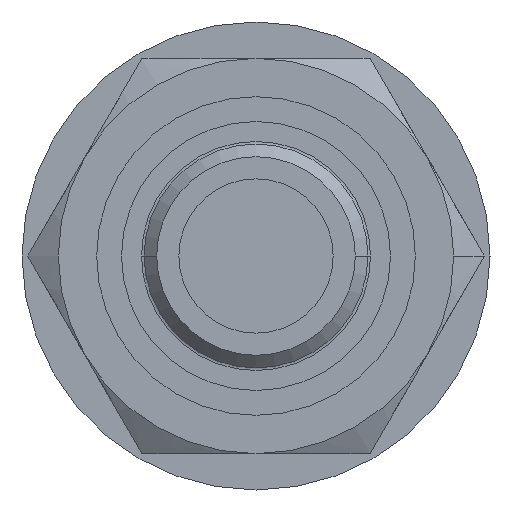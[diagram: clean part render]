
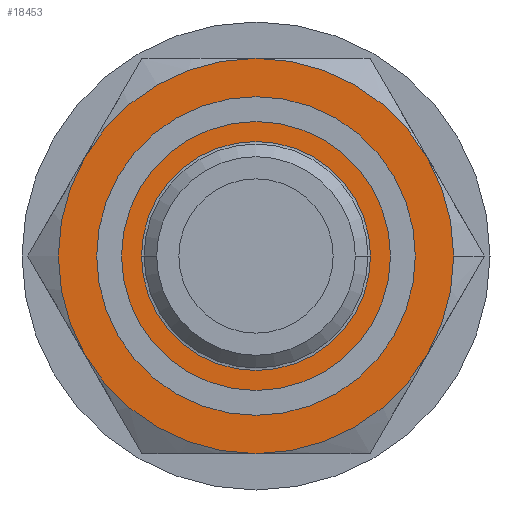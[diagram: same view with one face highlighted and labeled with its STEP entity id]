
A CAD part, left-side view. The second image highlights one B-rep face of the part: STEP entity #18453.
In plain terms, the highlighted planar face has unit normal (-1, 0, 0).
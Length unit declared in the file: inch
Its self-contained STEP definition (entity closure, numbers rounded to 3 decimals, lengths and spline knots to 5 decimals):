
#246 = CARTESIAN_POINT ( 'NONE',  ( 0.5, 0.13532, -0.07813 ) ) ;
#635 = CARTESIAN_POINT ( 'NONE',  ( 0.5, 0., 0. ) ) ;
#1315 = ORIENTED_EDGE ( 'NONE', *, *, #18972, .T. ) ;
#1589 = DIRECTION ( 'NONE',  ( 0., 1., 0. ) ) ;
#1756 = DIRECTION ( 'NONE',  ( 0., -1., 0. ) ) ;
#1976 = CARTESIAN_POINT ( 'NONE',  ( 0.5, 0., 0. ) ) ;
#2587 = CARTESIAN_POINT ( 'NONE',  ( 0.5, 0., 0. ) ) ;
#2600 = DIRECTION ( 'NONE',  ( 1., 0., 0. ) ) ;
#2626 = PLANE ( 'NONE',  #10931 ) ;
#2773 = CIRCLE ( 'NONE', #19236, 0.15625 ) ;
#2779 = VERTEX_POINT ( 'NONE', #246 ) ;
#3034 = ORIENTED_EDGE ( 'NONE', *, *, #21638, .F. ) ;
#4599 = DIRECTION ( 'NONE',  ( 0., 1., 0. ) ) ;
#4769 = ORIENTED_EDGE ( 'NONE', *, *, #5985, .F. ) ;
#5002 = CIRCLE ( 'NONE', #15949, 0.15625 ) ;
#5203 = ORIENTED_EDGE ( 'NONE', *, *, #19516, .T. ) ;
#5938 = DIRECTION ( 'NONE',  ( 0., 1., 0. ) ) ;
#5982 = VERTEX_POINT ( 'NONE', #9515 ) ;
#5985 = EDGE_CURVE ( 'NONE', #20563, #2779, #18491, .T. ) ;
#6628 = VERTEX_POINT ( 'NONE', #25028 ) ;
#6659 = CARTESIAN_POINT ( 'NONE',  ( 0.5, -0.13532, 0.07813 ) ) ;
#7202 = AXIS2_PLACEMENT_3D ( 'NONE', #635, #2600, #23908 ) ;
#7659 = CARTESIAN_POINT ( 'NONE',  ( 0.5, 0., -0.15625 ) ) ;
#7868 = EDGE_LOOP ( 'NONE', ( #24295, #9714, #4769, #8809, #3034, #17859, #21824 ) ) ;
#8409 = DIRECTION ( 'NONE',  ( 0., 1., 0. ) ) ;
#8809 = ORIENTED_EDGE ( 'NONE', *, *, #24416, .F. ) ;
#8826 = AXIS2_PLACEMENT_3D ( 'NONE', #11080, #11833, #5938 ) ;
#8846 = CARTESIAN_POINT ( 'NONE',  ( 0.5, -0.13532, -0.07813 ) ) ;
#9515 = CARTESIAN_POINT ( 'NONE',  ( 0.5, 0., 0.15625 ) ) ;
#9527 = AXIS2_PLACEMENT_3D ( 'NONE', #2587, #18115, #24057 ) ;
#9714 = ORIENTED_EDGE ( 'NONE', *, *, #17909, .F. ) ;
#9770 = DIRECTION ( 'NONE',  ( 0., 1., 0. ) ) ;
#10298 = VERTEX_POINT ( 'NONE', #11470 ) ;
#10931 = AXIS2_PLACEMENT_3D ( 'NONE', #14324, #16145, #4599 ) ;
#11015 = CARTESIAN_POINT ( 'NONE',  ( 0.5, 0., 0. ) ) ;
#11080 = CARTESIAN_POINT ( 'NONE',  ( 0.5, 0., 0. ) ) ;
#11202 = CIRCLE ( 'NONE', #7202, 0.0905 ) ;
#11470 = CARTESIAN_POINT ( 'NONE',  ( 0.5, -0.15625, 0. ) ) ;
#11757 = CARTESIAN_POINT ( 'NONE',  ( 0.5, 0., 0. ) ) ;
#11833 = DIRECTION ( 'NONE',  ( 1., 0., 0. ) ) ;
#12067 = FACE_BOUND ( 'NONE', #23237, .T. ) ;
#12222 = DIRECTION ( 'NONE',  ( 1., 0., 0. ) ) ;
#13206 = CARTESIAN_POINT ( 'NONE',  ( 0.5, 0., 0. ) ) ;
#13209 = VERTEX_POINT ( 'NONE', #8846 ) ;
#13570 = DIRECTION ( 'NONE',  ( 1., 0., 0. ) ) ;
#14324 = CARTESIAN_POINT ( 'NONE',  ( 0.5, 0.16793, 0. ) ) ;
#14751 = CIRCLE ( 'NONE', #22306, 0.15625 ) ;
#15219 = DIRECTION ( 'NONE',  ( 1., 0., 0. ) ) ;
#15471 = DIRECTION ( 'NONE',  ( -1., 0., 0. ) ) ;
#15521 = DIRECTION ( 'NONE',  ( 1., 0., 0. ) ) ;
#15918 = AXIS2_PLACEMENT_3D ( 'NONE', #13206, #15219, #1589 ) ;
#15949 = AXIS2_PLACEMENT_3D ( 'NONE', #11015, #13570, #23202 ) ;
#16111 = DIRECTION ( 'NONE',  ( 0., 1., 0. ) ) ;
#16145 = DIRECTION ( 'NONE',  ( 1., 0., 0. ) ) ;
#16223 = CARTESIAN_POINT ( 'NONE',  ( 0.5, 0., 0. ) ) ;
#16270 = AXIS2_PLACEMENT_3D ( 'NONE', #11757, #15471, #1756 ) ;
#17365 = VERTEX_POINT ( 'NONE', #24468 ) ;
#17465 = CIRCLE ( 'NONE', #9527, 0.15625 ) ;
#17857 = FACE_OUTER_BOUND ( 'NONE', #7868, .T. ) ;
#17859 = ORIENTED_EDGE ( 'NONE', *, *, #23580, .F. ) ;
#17909 = EDGE_CURVE ( 'NONE', #2779, #23914, #22894, .T. ) ;
#18115 = DIRECTION ( 'NONE',  ( 1., 0., 0. ) ) ;
#18453 = ADVANCED_FACE ( 'NONE', ( #12067, #17857 ), #2626, .F. ) ;
#18491 = CIRCLE ( 'NONE', #20397, 0.15625 ) ;
#18542 = EDGE_CURVE ( 'NONE', #23914, #5982, #2773, .T. ) ;
#18972 = EDGE_CURVE ( 'NONE', #6628, #17365, #11202, .T. ) ;
#19236 = AXIS2_PLACEMENT_3D ( 'NONE', #16223, #21866, #8409 ) ;
#19320 = CIRCLE ( 'NONE', #16270, 0.15625 ) ;
#19516 = EDGE_CURVE ( 'NONE', #17365, #6628, #20126, .T. ) ;
#20121 = CARTESIAN_POINT ( 'NONE',  ( 0.5, 0., 0. ) ) ;
#20126 = CIRCLE ( 'NONE', #8826, 0.0905 ) ;
#20397 = AXIS2_PLACEMENT_3D ( 'NONE', #1976, #15521, #9770 ) ;
#20563 = VERTEX_POINT ( 'NONE', #7659 ) ;
#21051 = CARTESIAN_POINT ( 'NONE',  ( 0.5, 0.13532, 0.07813 ) ) ;
#21638 = EDGE_CURVE ( 'NONE', #10298, #13209, #5002, .T. ) ;
#21824 = ORIENTED_EDGE ( 'NONE', *, *, #23320, .T. ) ;
#21866 = DIRECTION ( 'NONE',  ( 1., 0., 0. ) ) ;
#22306 = AXIS2_PLACEMENT_3D ( 'NONE', #20121, #12222, #16111 ) ;
#22894 = CIRCLE ( 'NONE', #15918, 0.15625 ) ;
#23202 = DIRECTION ( 'NONE',  ( 0., 1., 0. ) ) ;
#23237 = EDGE_LOOP ( 'NONE', ( #1315, #5203 ) ) ;
#23320 = EDGE_CURVE ( 'NONE', #23596, #5982, #19320, .T. ) ;
#23580 = EDGE_CURVE ( 'NONE', #23596, #10298, #14751, .T. ) ;
#23596 = VERTEX_POINT ( 'NONE', #6659 ) ;
#23908 = DIRECTION ( 'NONE',  ( 0., 1., 0. ) ) ;
#23914 = VERTEX_POINT ( 'NONE', #21051 ) ;
#24057 = DIRECTION ( 'NONE',  ( 0., 1., 0. ) ) ;
#24295 = ORIENTED_EDGE ( 'NONE', *, *, #18542, .F. ) ;
#24416 = EDGE_CURVE ( 'NONE', #13209, #20563, #17465, .T. ) ;
#24468 = CARTESIAN_POINT ( 'NONE',  ( 0.5, -0.0905, 0. ) ) ;
#25028 = CARTESIAN_POINT ( 'NONE',  ( 0.5, 0.0905, 0. ) ) ;
